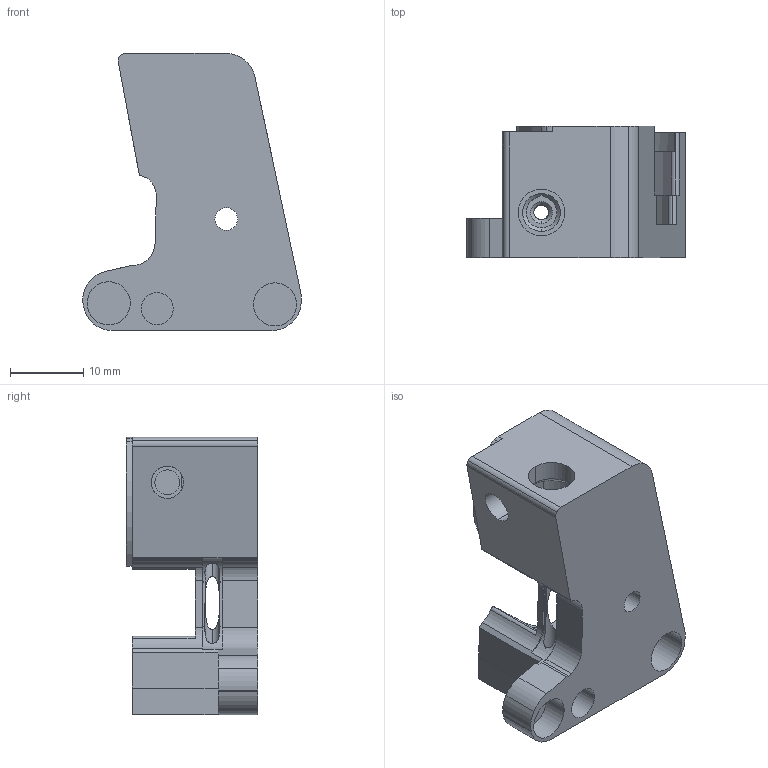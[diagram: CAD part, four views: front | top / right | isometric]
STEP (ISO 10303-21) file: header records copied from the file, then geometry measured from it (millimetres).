
FILE_DESCRIPTION(('STEP AP214'),'1');
FILE_NAME('Top.stp','2024-04-06T18:48:24',('Abu'),(' '),'Spatial InterOp 3D','CST ACIS InterOp Converter 2021',' ');
FILE_SCHEMA(('AUTOMOTIVE_DESIGN { 1 0 10303 214 1 1 1 1 }'));
Length unit declared in the file: millimetre
Products named in the file (1): Case2/Top/Solid|solid57
Bounding box: 29.85 x 17.95 x 37.88 mm (x, y, z)
Volume: 7142.7 mm3; surface area: 4935.7 mm2
Topology: 1 solids, 1 shells, 158 faces, 452 edges, 301 vertices
Faces by surface type: cylinder 96, plane 50, cone 12
Entity records: 5706 total; most frequent: CARTESIAN_POINT 1355, DIRECTION 967, ORIENTED_EDGE 904, EDGE_CURVE 452, AXIS2_PLACEMENT_3D 381, VERTEX_POINT 301, CIRCLE 217, LINE 205
